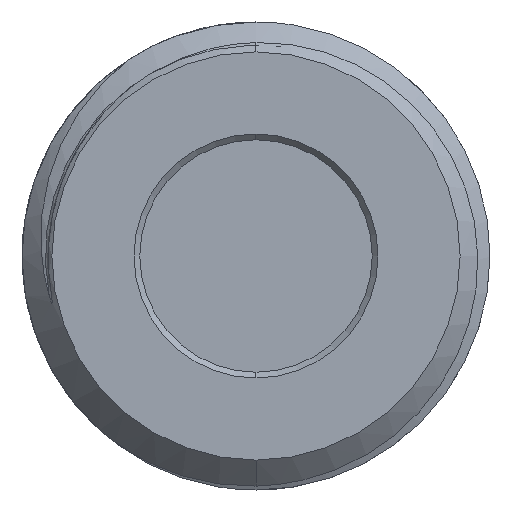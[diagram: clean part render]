
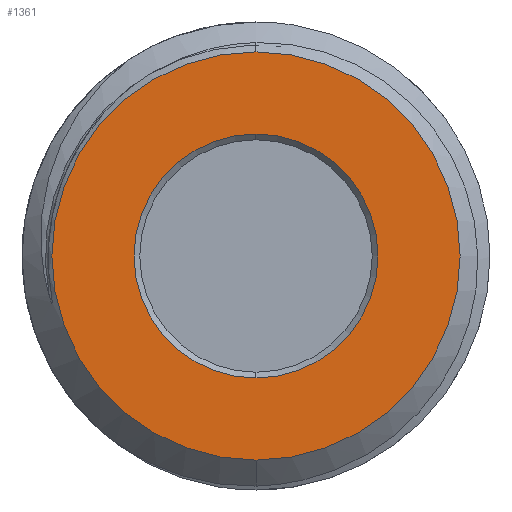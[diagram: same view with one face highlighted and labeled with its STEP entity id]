
A CAD part, left-side view. The second image highlights one B-rep face of the part: STEP entity #1361.
In plain terms, the highlighted planar face has unit normal (-1, 0, 0).
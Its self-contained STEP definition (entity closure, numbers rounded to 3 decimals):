
#58 = EDGE_CURVE ( 'NONE', #3044, #1450, #1967, .T. ) ;
#113 = CIRCLE ( 'NONE', #1044, 2.45 ) ;
#122 = VERTEX_POINT ( 'NONE', #3338 ) ;
#228 = AXIS2_PLACEMENT_3D ( 'NONE', #1103, #3069, #2210 ) ;
#334 = CARTESIAN_POINT ( 'NONE',  ( 0., 0., -2.45 ) ) ;
#368 = CARTESIAN_POINT ( 'NONE',  ( 0., 0., 0. ) ) ;
#381 = EDGE_CURVE ( 'NONE', #1450, #3044, #113, .T. ) ;
#390 = ORIENTED_EDGE ( 'NONE', *, *, #58, .T. ) ;
#407 = DIRECTION ( 'NONE',  ( 1., 0., 0. ) ) ;
#507 = ORIENTED_EDGE ( 'NONE', *, *, #3478, .F. ) ;
#655 = AXIS2_PLACEMENT_3D ( 'NONE', #3493, #1859, #656 ) ;
#656 = DIRECTION ( 'NONE',  ( 0., 0., 1. ) ) ;
#848 = EDGE_LOOP ( 'NONE', ( #507, #1576 ) ) ;
#968 = ORIENTED_EDGE ( 'NONE', *, *, #381, .T. ) ;
#973 = EDGE_CURVE ( 'NONE', #122, #3389, #3383, .T. ) ;
#1044 = AXIS2_PLACEMENT_3D ( 'NONE', #368, #1742, #1793 ) ;
#1103 = CARTESIAN_POINT ( 'NONE',  ( 0., 0., 0. ) ) ;
#1152 = DIRECTION ( 'NONE',  ( 0., 0., -1. ) ) ;
#1183 = AXIS2_PLACEMENT_3D ( 'NONE', #2053, #407, #1152 ) ;
#1309 = CARTESIAN_POINT ( 'NONE',  ( 0., 0., -4.1 ) ) ;
#1326 = DIRECTION ( 'NONE',  ( 1., 0., 0. ) ) ;
#1361 = ADVANCED_FACE ( 'NONE', ( #2160, #2389 ), #3192, .T. ) ;
#1450 = VERTEX_POINT ( 'NONE', #2916 ) ;
#1576 = ORIENTED_EDGE ( 'NONE', *, *, #973, .F. ) ;
#1742 = DIRECTION ( 'NONE',  ( 1., 0., 0. ) ) ;
#1793 = DIRECTION ( 'NONE',  ( 0., 0., -1. ) ) ;
#1859 = DIRECTION ( 'NONE',  ( -1., 0., 0. ) ) ;
#1877 = EDGE_LOOP ( 'NONE', ( #968, #390 ) ) ;
#1967 = CIRCLE ( 'NONE', #1183, 2.45 ) ;
#2053 = CARTESIAN_POINT ( 'NONE',  ( 0., 0., 0. ) ) ;
#2061 = AXIS2_PLACEMENT_3D ( 'NONE', #3042, #1326, #3324 ) ;
#2160 = FACE_BOUND ( 'NONE', #1877, .T. ) ;
#2177 = CIRCLE ( 'NONE', #228, 4.1 ) ;
#2210 = DIRECTION ( 'NONE',  ( 0., 0., -1. ) ) ;
#2389 = FACE_OUTER_BOUND ( 'NONE', #848, .T. ) ;
#2916 = CARTESIAN_POINT ( 'NONE',  ( 0., 0., 2.45 ) ) ;
#3042 = CARTESIAN_POINT ( 'NONE',  ( 0., 0., 0. ) ) ;
#3044 = VERTEX_POINT ( 'NONE', #334 ) ;
#3069 = DIRECTION ( 'NONE',  ( 1., 0., 0. ) ) ;
#3192 = PLANE ( 'NONE',  #655 ) ;
#3324 = DIRECTION ( 'NONE',  ( 0., 0., -1. ) ) ;
#3338 = CARTESIAN_POINT ( 'NONE',  ( 0., 0., 4.1 ) ) ;
#3383 = CIRCLE ( 'NONE', #2061, 4.1 ) ;
#3389 = VERTEX_POINT ( 'NONE', #1309 ) ;
#3478 = EDGE_CURVE ( 'NONE', #3389, #122, #2177, .T. ) ;
#3493 = CARTESIAN_POINT ( 'NONE',  ( 0., 0., 0. ) ) ;
